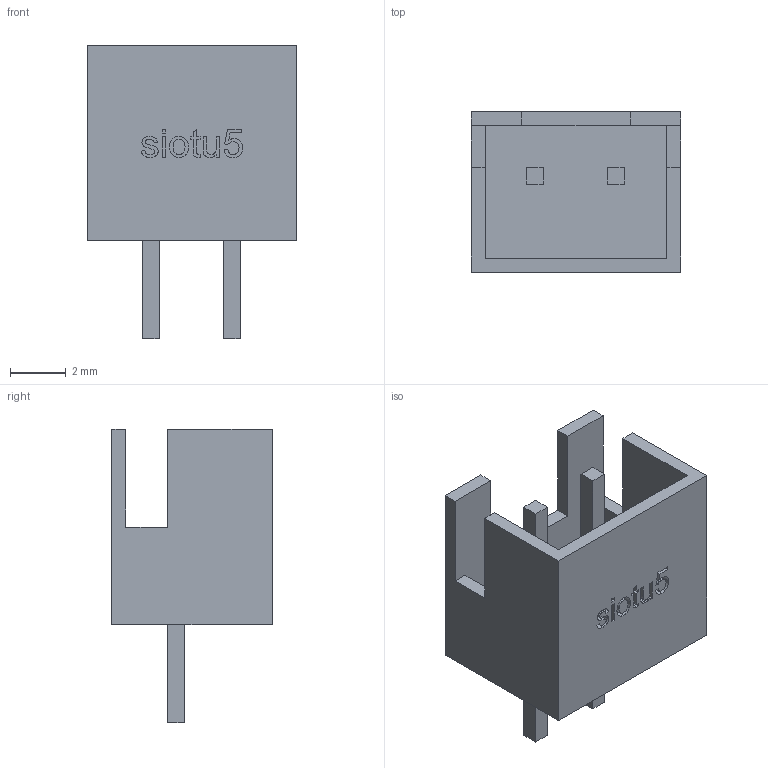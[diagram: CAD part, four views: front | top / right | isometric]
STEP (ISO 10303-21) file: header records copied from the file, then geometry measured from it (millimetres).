
FILE_DESCRIPTION(/* description */ (''),/* implementation_level */ '2;1');
FILE_NAME(/* name */ 'jst2pins.step',/* time_stamp */ '2023-09-07T17:16:21+03:00',/* author */ (''),/* organization */ (''),/* preprocessor_version */ 'ST-DEVELOPER v20',/* originating_system */ 'Autodesk Translation Framework v12.9.0.99',/* authorisation */ '');
FILE_SCHEMA (('AUTOMOTIVE_DESIGN { 1 0 10303 214 3 1 1 }'));
Length unit declared in the file: millimetre
Products named in the file (4): jst2bacak; Bileşen1; Bileşen2; Bileşen3
Assembly tree (3 placements, depth 2):
  jst2bacak
    Bileşen1
    Bileşen2
    Bileşen3
Bounding box: 7.5 x 5.75 x 10.5 mm (x, y, z)
Volume: 111.4 mm3; surface area: 424.9 mm2
Topology: 3 solids, 3 shells, 159 faces, 435 edges, 290 vertices
Faces by surface type: bspline 82, plane 77
Entity records: 5891 total; most frequent: CARTESIAN_POINT 2286, ORIENTED_EDGE 870, DIRECTION 441, EDGE_CURVE 435, VERTEX_POINT 290, LINE 271, VECTOR 271, EDGE_LOOP 167
